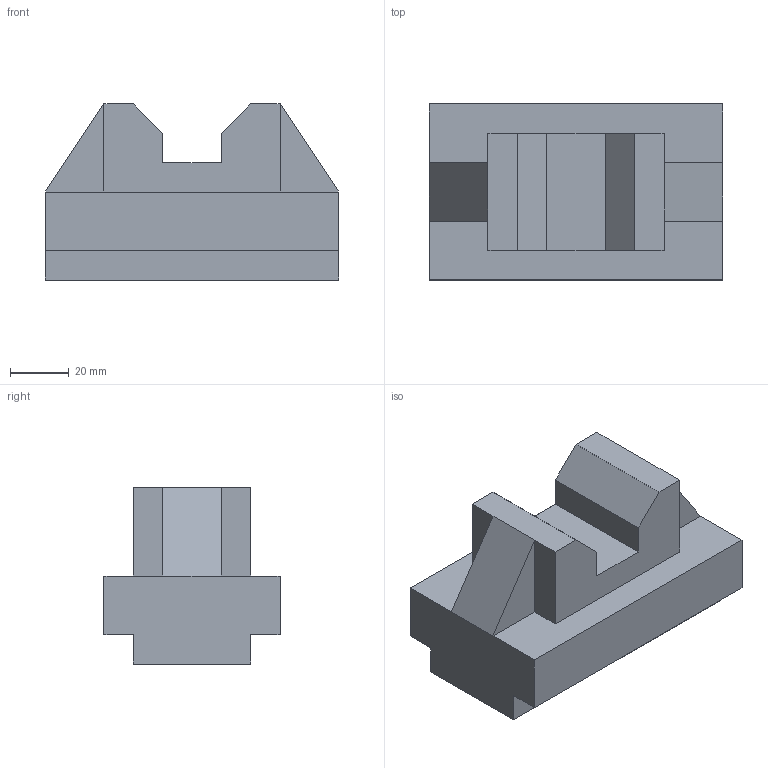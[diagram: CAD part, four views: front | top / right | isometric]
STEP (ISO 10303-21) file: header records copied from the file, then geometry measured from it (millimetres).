
FILE_DESCRIPTION(/* description */ (''),/* implementation_level */ '2;1');
FILE_NAME(/* name */ 'Exercise - 99.step',/* time_stamp */ '2025-12-13T17:47:04+05:30',/* author */ (''),/* organization */ (''),/* preprocessor_version */ 'ST-DEVELOPER v20.1',/* originating_system */ 'Autodesk Translation Framework v14.21.0.0',/* authorisation */ '');
FILE_SCHEMA (('AUTOMOTIVE_DESIGN { 1 0 10303 214 3 1 1 }'));
Length unit declared in the file: millimetre
Products named in the file (1): Exercise - 99
Bounding box: 100 x 60 x 60 mm (x, y, z)
Volume: 224000 mm3; surface area: 27973.6 mm2
Topology: 1 solids, 1 shells, 30 faces, 76 edges, 48 vertices
Faces by surface type: plane 30
Entity records: 909 total; most frequent: CARTESIAN_POINT 155, ORIENTED_EDGE 152, DIRECTION 138, LINE 76, VECTOR 76, EDGE_CURVE 76, VERTEX_POINT 48, AXIS2_PLACEMENT_3D 31
